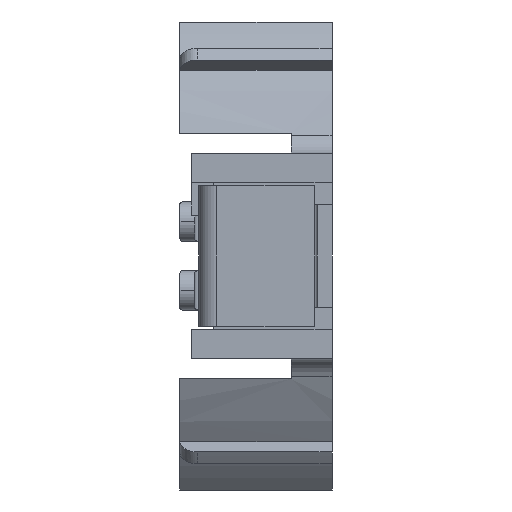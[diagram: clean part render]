
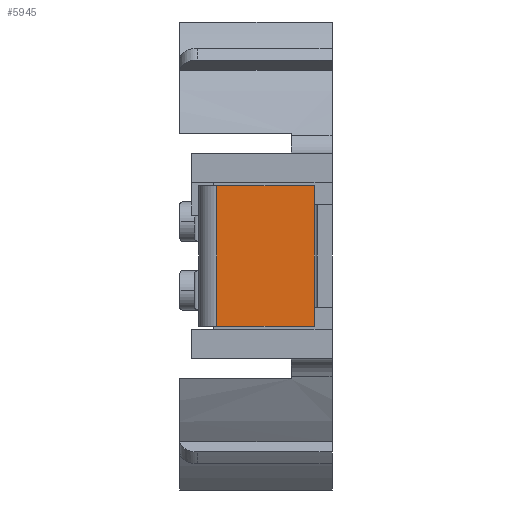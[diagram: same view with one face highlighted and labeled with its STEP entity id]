
A CAD part, left-side view. The second image highlights one B-rep face of the part: STEP entity #5945.
In plain terms, the highlighted planar face has unit normal (-1, 0, 0).
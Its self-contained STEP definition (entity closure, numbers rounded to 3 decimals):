
#127 = VERTEX_POINT ( 'NONE', #3519 ) ;
#146 = CARTESIAN_POINT ( 'NONE',  ( -14.15, 0.608, -2.4 ) ) ;
#402 = AXIS2_PLACEMENT_3D ( 'NONE', #5964, #3063, #7170 ) ;
#404 = ORIENTED_EDGE ( 'NONE', *, *, #1603, .T. ) ;
#437 = VECTOR ( 'NONE', #2858, 1000. ) ;
#515 = CARTESIAN_POINT ( 'NONE',  ( -14.15, 0.608, 2.4 ) ) ;
#764 = LINE ( 'NONE', #806, #2433 ) ;
#767 = VECTOR ( 'NONE', #3171, 1000. ) ;
#806 = CARTESIAN_POINT ( 'NONE',  ( -14.15, 0., 2.4 ) ) ;
#933 = ORIENTED_EDGE ( 'NONE', *, *, #2820, .T. ) ;
#964 = VERTEX_POINT ( 'NONE', #7369 ) ;
#1119 = CARTESIAN_POINT ( 'NONE',  ( -14.15, 3.942, 2.4 ) ) ;
#1137 = ORIENTED_EDGE ( 'NONE', *, *, #5618, .T. ) ;
#1159 = ORIENTED_EDGE ( 'NONE', *, *, #6689, .T. ) ;
#1390 = DIRECTION ( 'NONE',  ( 0., -1., 0. ) ) ;
#1468 = DIRECTION ( 'NONE',  ( 0., 0., 1. ) ) ;
#1528 = EDGE_CURVE ( 'NONE', #127, #3775, #3912, .T. ) ;
#1603 = EDGE_CURVE ( 'NONE', #6004, #5710, #1681, .T. ) ;
#1681 = LINE ( 'NONE', #7468, #7556 ) ;
#1796 = PLANE ( 'NONE',  #402 ) ;
#1797 = LINE ( 'NONE', #5212, #437 ) ;
#2433 = VECTOR ( 'NONE', #1390, 1000. ) ;
#2820 = EDGE_CURVE ( 'NONE', #964, #6768, #1797, .T. ) ;
#2853 = LINE ( 'NONE', #5032, #4504 ) ;
#2858 = DIRECTION ( 'NONE',  ( 0., 0., 1. ) ) ;
#3063 = DIRECTION ( 'NONE',  ( 1., 0., 0. ) ) ;
#3171 = DIRECTION ( 'NONE',  ( 0., 0., 1. ) ) ;
#3234 = FACE_OUTER_BOUND ( 'NONE', #6030, .T. ) ;
#3519 = CARTESIAN_POINT ( 'NONE',  ( -14.15, 3.942, -2.4 ) ) ;
#3775 = VERTEX_POINT ( 'NONE', #1119 ) ;
#3912 = LINE ( 'NONE', #7443, #767 ) ;
#4168 = EDGE_CURVE ( 'NONE', #3775, #6768, #764, .T. ) ;
#4504 = VECTOR ( 'NONE', #1468, 1000. ) ;
#5032 = CARTESIAN_POINT ( 'NONE',  ( -14.15, 0.608, -11.28 ) ) ;
#5098 = LINE ( 'NONE', #6409, #6415 ) ;
#5212 = CARTESIAN_POINT ( 'NONE',  ( -14.15, 0.608, -11.28 ) ) ;
#5618 = EDGE_CURVE ( 'NONE', #127, #6004, #5098, .T. ) ;
#5710 = VERTEX_POINT ( 'NONE', #5888 ) ;
#5808 = DIRECTION ( 'NONE',  ( 0., -1., 0. ) ) ;
#5840 = ORIENTED_EDGE ( 'NONE', *, *, #4168, .F. ) ;
#5888 = CARTESIAN_POINT ( 'NONE',  ( -14.15, 0.608, -1.75 ) ) ;
#5945 = ADVANCED_FACE ( 'NONE', ( #3234 ), #1796, .F. ) ;
#5964 = CARTESIAN_POINT ( 'NONE',  ( -14.15, 0., -11.28 ) ) ;
#6004 = VERTEX_POINT ( 'NONE', #146 ) ;
#6030 = EDGE_LOOP ( 'NONE', ( #1137, #404, #1159, #933, #5840, #6791 ) ) ;
#6409 = CARTESIAN_POINT ( 'NONE',  ( -14.15, 0., -2.4 ) ) ;
#6415 = VECTOR ( 'NONE', #5808, 1000. ) ;
#6689 = EDGE_CURVE ( 'NONE', #5710, #964, #2853, .T. ) ;
#6768 = VERTEX_POINT ( 'NONE', #515 ) ;
#6791 = ORIENTED_EDGE ( 'NONE', *, *, #1528, .F. ) ;
#7170 = DIRECTION ( 'NONE',  ( 0., 0., -1. ) ) ;
#7369 = CARTESIAN_POINT ( 'NONE',  ( -14.15, 0.608, 1.75 ) ) ;
#7443 = CARTESIAN_POINT ( 'NONE',  ( -14.15, 3.942, -11.28 ) ) ;
#7468 = CARTESIAN_POINT ( 'NONE',  ( -14.15, 0.608, -11.28 ) ) ;
#7492 = DIRECTION ( 'NONE',  ( 0., 0., 1. ) ) ;
#7556 = VECTOR ( 'NONE', #7492, 1000. ) ;
